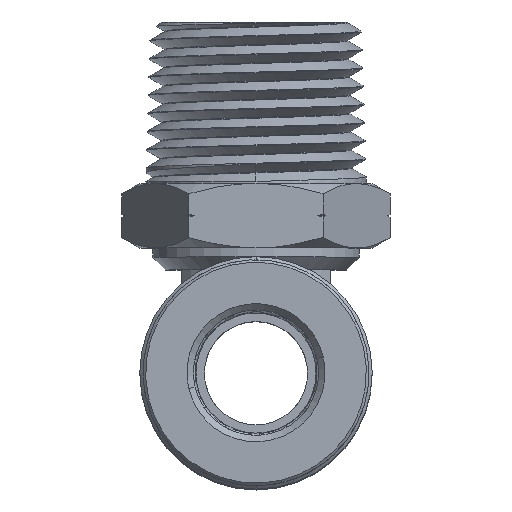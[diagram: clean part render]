
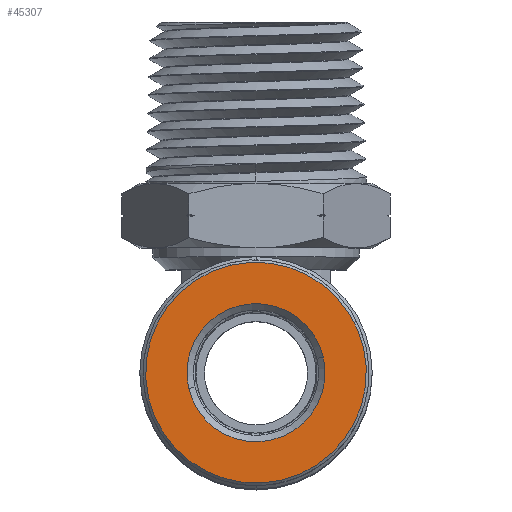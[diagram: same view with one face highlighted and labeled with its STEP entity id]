
A CAD part, top view. The second image highlights one B-rep face of the part: STEP entity #45307.
In plain terms, the highlighted planar face has unit normal (0, 0, 1).
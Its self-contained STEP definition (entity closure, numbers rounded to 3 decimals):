
#53 = EDGE_LOOP ( 'NONE', ( #29165, #15007 ) ) ;
#2071 = EDGE_CURVE ( 'NONE', #22501, #43346, #28582, .T. ) ;
#2197 = EDGE_CURVE ( 'NONE', #43346, #22501, #23818, .T. ) ;
#3389 = CARTESIAN_POINT ( 'NONE',  ( 0., 0., 19.22 ) ) ;
#6272 = CARTESIAN_POINT ( 'NONE',  ( -5.208, -1.224, 19.22 ) ) ;
#6340 = DIRECTION ( 'NONE',  ( 0., 0., 1. ) ) ;
#7178 = DIRECTION ( 'NONE',  ( -0.229, 0.973, 0. ) ) ;
#7541 = ORIENTED_EDGE ( 'NONE', *, *, #2071, .T. ) ;
#8390 = CARTESIAN_POINT ( 'NONE',  ( 0., 0., 19.22 ) ) ;
#8410 = EDGE_CURVE ( 'NONE', #33170, #35614, #40111, .T. ) ;
#12170 = DIRECTION ( 'NONE',  ( -0.973, -0.229, 0. ) ) ;
#12645 = DIRECTION ( 'NONE',  ( 0., 0., 1. ) ) ;
#15007 = ORIENTED_EDGE ( 'NONE', *, *, #8410, .T. ) ;
#15682 = EDGE_CURVE ( 'NONE', #35614, #33170, #18486, .T. ) ;
#16070 = CARTESIAN_POINT ( 'NONE',  ( -1.956, 8.323, 19.22 ) ) ;
#16135 = PLANE ( 'NONE',  #35816 ) ;
#16979 = AXIS2_PLACEMENT_3D ( 'NONE', #8390, #34860, #12170 ) ;
#17853 = EDGE_LOOP ( 'NONE', ( #7541, #27080 ) ) ;
#17881 = DIRECTION ( 'NONE',  ( 0., 0., -1. ) ) ;
#18486 = CIRCLE ( 'NONE', #39381, 5.35 ) ;
#22501 = VERTEX_POINT ( 'NONE', #16070 ) ;
#23818 = CIRCLE ( 'NONE', #47432, 8.55 ) ;
#24941 = FACE_BOUND ( 'NONE', #53, .T. ) ;
#27080 = ORIENTED_EDGE ( 'NONE', *, *, #2197, .T. ) ;
#28582 = CIRCLE ( 'NONE', #32124, 8.55 ) ;
#29025 = CARTESIAN_POINT ( 'NONE',  ( 0., 0., 19.22 ) ) ;
#29165 = ORIENTED_EDGE ( 'NONE', *, *, #15682, .T. ) ;
#29833 = DIRECTION ( 'NONE',  ( 0., 0., 1. ) ) ;
#32124 = AXIS2_PLACEMENT_3D ( 'NONE', #29025, #6340, #32801 ) ;
#32801 = DIRECTION ( 'NONE',  ( -0.229, 0.973, 0. ) ) ;
#33170 = VERTEX_POINT ( 'NONE', #45119 ) ;
#34860 = DIRECTION ( 'NONE',  ( 0., 0., -1. ) ) ;
#35317 = CARTESIAN_POINT ( 'NONE',  ( 0., 0., 19.22 ) ) ;
#35614 = VERTEX_POINT ( 'NONE', #6272 ) ;
#35816 = AXIS2_PLACEMENT_3D ( 'NONE', #35317, #12645, #39164 ) ;
#39164 = DIRECTION ( 'NONE',  ( 0.229, -0.973, 0. ) ) ;
#39381 = AXIS2_PLACEMENT_3D ( 'NONE', #40611, #17881, #44423 ) ;
#40111 = CIRCLE ( 'NONE', #16979, 5.35 ) ;
#40611 = CARTESIAN_POINT ( 'NONE',  ( 0., 0., 19.22 ) ) ;
#43064 = CARTESIAN_POINT ( 'NONE',  ( 1.956, -8.323, 19.22 ) ) ;
#43346 = VERTEX_POINT ( 'NONE', #43064 ) ;
#44423 = DIRECTION ( 'NONE',  ( -0.973, -0.229, 0. ) ) ;
#45119 = CARTESIAN_POINT ( 'NONE',  ( 5.208, 1.224, 19.22 ) ) ;
#45160 = FACE_OUTER_BOUND ( 'NONE', #17853, .T. ) ;
#45307 = ADVANCED_FACE ( 'NONE', ( #24941, #45160 ), #16135, .T. ) ;
#47432 = AXIS2_PLACEMENT_3D ( 'NONE', #3389, #29833, #7178 ) ;
